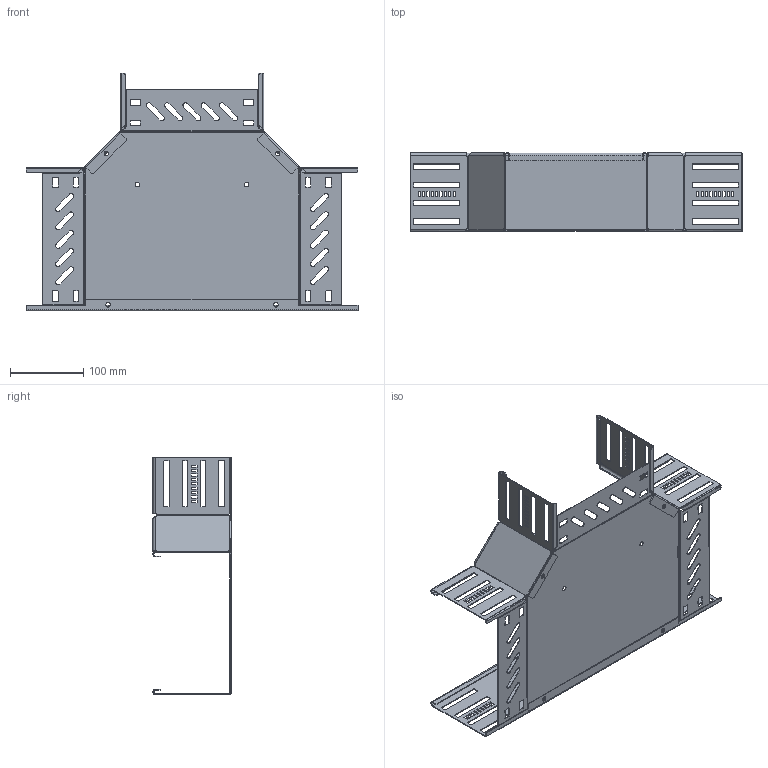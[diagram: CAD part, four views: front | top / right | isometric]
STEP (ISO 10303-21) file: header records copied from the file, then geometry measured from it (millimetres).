
FILE_DESCRIPTION (( 'STEP AP214' ), '1' );
FILE_NAME ('6038304.STEP', '2024-05-24T12:14:19', ( '' ), ( '' ), 'SwSTEP 2.0', 'SolidWorks 2022', '' );
FILE_SCHEMA (( 'AUTOMOTIVE_DESIGN' ));
Length unit declared in the file: millimetre
Products named in the file (4): 6038304; 167655_110x90°; 181552_200; 172072_200
Assembly tree (4 placements, depth 2):
  6038304
    172072_200
    167655_110x90°  x2
    181552_200
Bounding box: 454 x 107 x 324.99 mm (x, y, z)
Volume: 200644.5 mm3; surface area: 408793.9 mm2
Topology: 4 solids, 4 shells, 869 faces, 2391 edges, 1530 vertices
Faces by surface type: plane 572, cylinder 281, bspline 16
Entity records: 21901 total; most frequent: CARTESIAN_POINT 4015, ORIENTED_EDGE 3554, DIRECTION 3399, EDGE_CURVE 1777, VECTOR 1315, LINE 1315, VERTEX_POINT 1142, AXIS2_PLACEMENT_3D 1042
